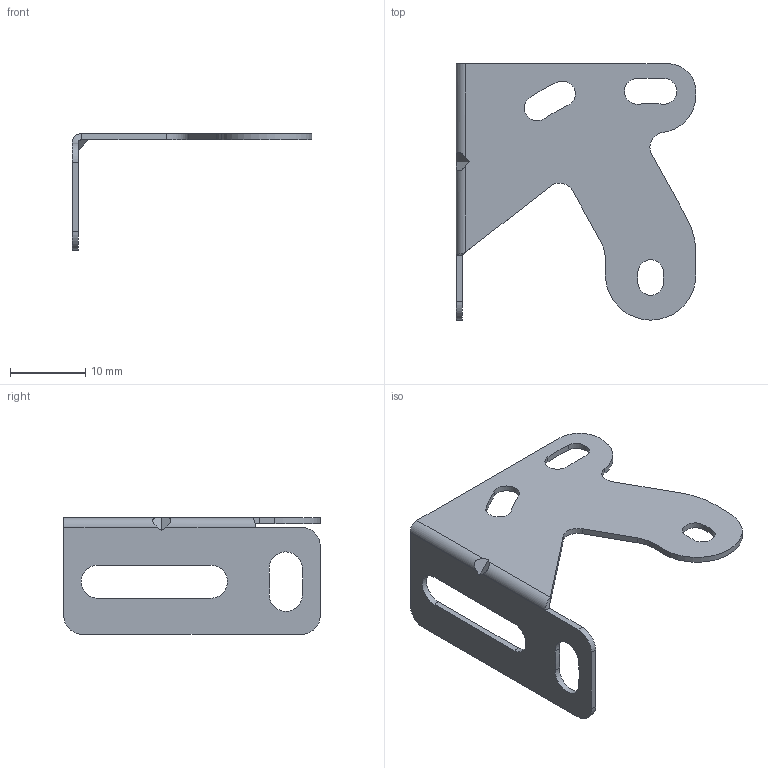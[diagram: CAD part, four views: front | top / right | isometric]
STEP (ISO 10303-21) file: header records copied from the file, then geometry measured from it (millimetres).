
FILE_DESCRIPTION((''),'2;1');
FILE_NAME('220973_ASM','2020-12-16T08:34:39',('PDMAdmin'),('BANNER ENGINEERING'),'CREO PARAMETRIC BY PTC INC, 2019292','CREO PARAMETRIC BY PTC INC, 2019292','');
FILE_SCHEMA(('CONFIG_CONTROL_DESIGN'));
Length unit declared in the file: millimetre
Products named in the file (2): 219818; 220973_ASM
Assembly tree (1 placements, depth 2):
  220973_ASM
    219818
Bounding box: 31.8 x 34 x 15.5 mm (x, y, z)
Volume: 840.3 mm3; surface area: 2336.8 mm2
Topology: 1 solids, 1 shells, 55 faces, 151 edges, 98 vertices
Faces by surface type: cylinder 30, plane 24, bspline 1
Entity records: 1929 total; most frequent: CARTESIAN_POINT 409, DIRECTION 313, ORIENTED_EDGE 302, EDGE_CURVE 151, AXIS2_PLACEMENT_3D 111, VERTEX_POINT 98, VECTOR 91, LINE 91
